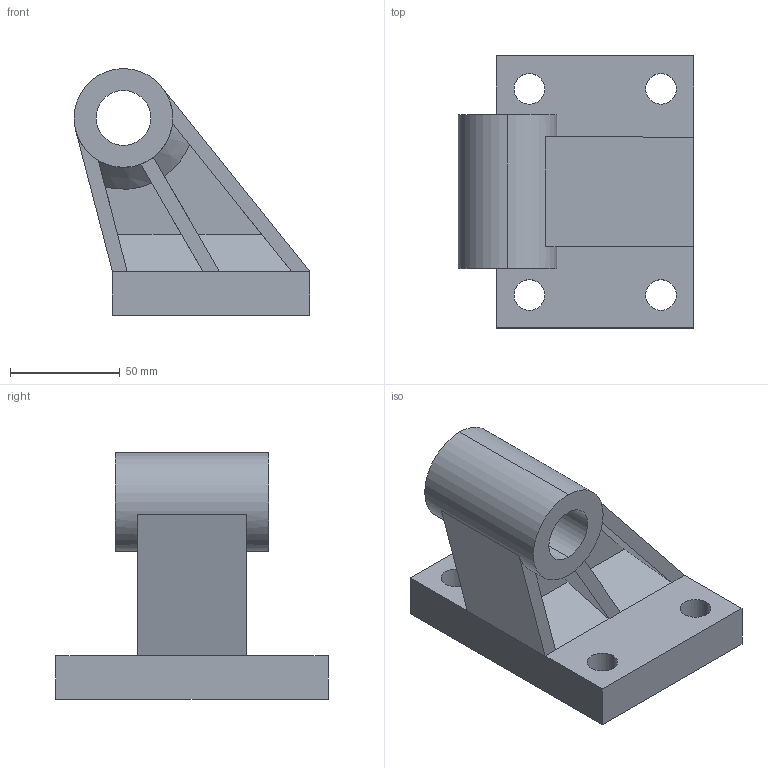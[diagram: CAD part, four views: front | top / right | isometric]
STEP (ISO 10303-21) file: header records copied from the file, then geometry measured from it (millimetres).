
FILE_DESCRIPTION (( 'STEP AP214' ), '1' );
FILE_NAME ('ÇAP 125 YER BAÐ. (CFM).STEP', '2013-12-16T08:37:04', ( '' ), ( '' ), 'SwSTEP 2.0', 'SolidWorks 2010', '' );
FILE_SCHEMA (( 'AUTOMOTIVE_DESIGN' ));
Length unit declared in the file: millimetre
Products named in the file (1): ÇAP 125  YER BAÐ. (CFM)
Bounding box: 107.5 x 124 x 112.5 mm (x, y, z)
Volume: 423865.6 mm3; surface area: 68035.2 mm2
Topology: 1 solids, 1 shells, 50 faces, 131 edges, 83 vertices
Faces by surface type: plane 33, cylinder 12, cone 5
Entity records: 1610 total; most frequent: CARTESIAN_POINT 305, DIRECTION 266, ORIENTED_EDGE 262, EDGE_CURVE 131, AXIS2_PLACEMENT_3D 92, VERTEX_POINT 83, VECTOR 82, LINE 82
